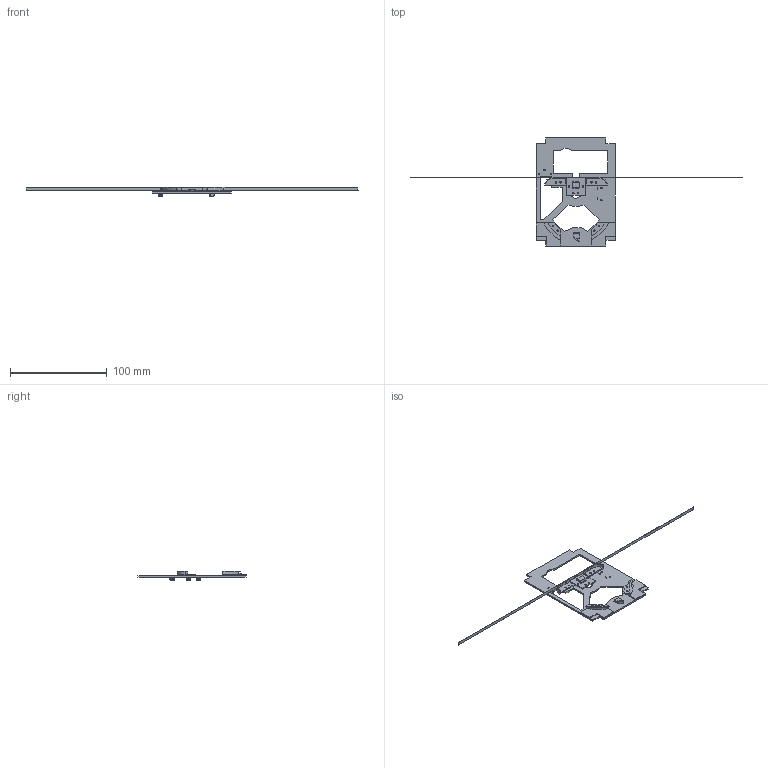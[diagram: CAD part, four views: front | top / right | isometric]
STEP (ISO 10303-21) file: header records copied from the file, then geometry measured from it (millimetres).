
FILE_DESCRIPTION(/* description */ (''),/* implementation_level */ '2;1');
FILE_NAME(/* name */ 'Cara_Antenas_armada.stp',/* time_stamp */ '2016-03-16T16:27:57-03:00',/* author */ ('Cosmonauta'),/* organization */ (''),/* preprocessor_version */ 'ST-DEVELOPER v16.1',/* originating_system */ 'Autodesk Inventor 2016',/* authorisation */ '');
FILE_SCHEMA (('AUTOMOTIVE_DESIGN { 1 0 10303 214 3 1 1 }'));
Length unit declared in the file: millimetre
Products named in the file (13): desp_antenas_2; pieza_despliegue_curva_derecha; pieza_despliegue_curva_izquierda; antena; DF13-2P-1.25DS; Assembly-1; DF13-2P-1.25DS_1; switch; breakbalun; balun_minicircuits; pieza_antena_recta_v3_izq; pieza_antena_recta_v3_der; Cara_Antenas_armada
Assembly tree (15 placements, depth 4):
  Cara_Antenas_armada
    desp_antenas_2
    pieza_despliegue_curva_derecha
    pieza_despliegue_curva_izquierda
    antena  x2
    DF13-2P-1.25DS_1  x3
      Assembly-1
        DF13-2P-1.25DS
    switch
    breakbalun
    balun_minicircuits
    pieza_antena_recta_v3_izq
    pieza_antena_recta_v3_der
Bounding box: 344 x 112.13 x 10 mm (x, y, z)
Volume: 12230.1 mm3; surface area: 20642.1 mm2
Topology: 14 solids, 14 shells, 456 faces, 1214 edges, 786 vertices
Faces by surface type: plane 384, cylinder 72
Full cylindrical faces by diameter (mm): 0.65 x6, 1 x8, 1.2 x4, 1.3 x2, 1.45 x3, 1.5 x20, 11.488 x1
Entity records: 9186 total; most frequent: CARTESIAN_POINT 1508, DIRECTION 1448, ORIENTED_EDGE 1416, EDGE_CURVE 708, LINE 584, VECTOR 584, VERTEX_POINT 492, AXIS2_PLACEMENT_3D 432
